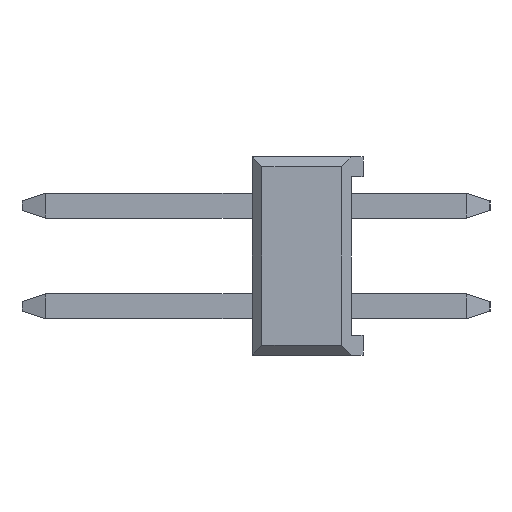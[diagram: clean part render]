
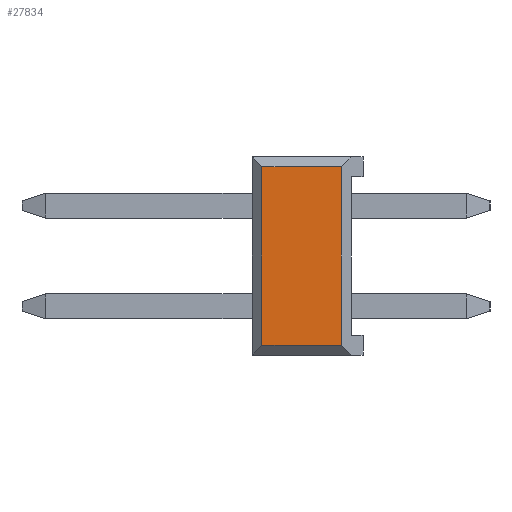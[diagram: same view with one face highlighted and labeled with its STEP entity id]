
A CAD part, left-side view. The second image highlights one B-rep face of the part: STEP entity #27834.
In plain terms, the highlighted planar face has unit normal (-1, 0, 0).
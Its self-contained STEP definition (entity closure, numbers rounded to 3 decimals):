
#1794 = VECTOR ( 'NONE', #11738, 1000. ) ;
#2686 = VERTEX_POINT ( 'NONE', #43526 ) ;
#3679 = DIRECTION ( 'NONE',  ( 0., 0., -1. ) ) ;
#4731 = VECTOR ( 'NONE', #6794, 1000. ) ;
#6794 = DIRECTION ( 'NONE',  ( 0., -1., 0. ) ) ;
#8382 = DIRECTION ( 'NONE',  ( 1., 0., 0. ) ) ;
#8593 = DIRECTION ( 'NONE',  ( 0., 1., 0. ) ) ;
#11351 = CARTESIAN_POINT ( 'NONE',  ( -40.64, 0.55, 2.25 ) ) ;
#11374 = LINE ( 'NONE', #26308, #27575 ) ;
#11738 = DIRECTION ( 'NONE',  ( 0., 0., -1. ) ) ;
#12023 = EDGE_CURVE ( 'NONE', #39038, #2686, #11374, .T. ) ;
#12145 = AXIS2_PLACEMENT_3D ( 'NONE', #12356, #8382, #3679 ) ;
#12356 = CARTESIAN_POINT ( 'NONE',  ( -40.64, 2.8, 2.5 ) ) ;
#15123 = CARTESIAN_POINT ( 'NONE',  ( -40.64, 2.8, -2.25 ) ) ;
#15406 = VECTOR ( 'NONE', #38297, 1000. ) ;
#21878 = LINE ( 'NONE', #15123, #4731 ) ;
#22197 = CARTESIAN_POINT ( 'NONE',  ( -40.64, 0.55, -2.25 ) ) ;
#26161 = ORIENTED_EDGE ( 'NONE', *, *, #26287, .T. ) ;
#26287 = EDGE_CURVE ( 'NONE', #2686, #33547, #34196, .T. ) ;
#26308 = CARTESIAN_POINT ( 'NONE',  ( -40.64, 2.8, 2.25 ) ) ;
#26897 = EDGE_CURVE ( 'NONE', #33547, #37909, #21878, .T. ) ;
#27575 = VECTOR ( 'NONE', #8593, 1000. ) ;
#27834 = ADVANCED_FACE ( 'NONE', ( #44613 ), #41641, .F. ) ;
#28168 = EDGE_CURVE ( 'NONE', #37909, #39038, #29666, .T. ) ;
#29666 = LINE ( 'NONE', #39247, #15406 ) ;
#33547 = VERTEX_POINT ( 'NONE', #47809 ) ;
#34196 = LINE ( 'NONE', #37583, #1794 ) ;
#36243 = ORIENTED_EDGE ( 'NONE', *, *, #26897, .T. ) ;
#36733 = ORIENTED_EDGE ( 'NONE', *, *, #12023, .T. ) ;
#36886 = EDGE_LOOP ( 'NONE', ( #36243, #44491, #36733, #26161 ) ) ;
#37583 = CARTESIAN_POINT ( 'NONE',  ( -40.64, 2.55, -2.5 ) ) ;
#37909 = VERTEX_POINT ( 'NONE', #22197 ) ;
#38297 = DIRECTION ( 'NONE',  ( 0., 0., 1. ) ) ;
#39038 = VERTEX_POINT ( 'NONE', #11351 ) ;
#39247 = CARTESIAN_POINT ( 'NONE',  ( -40.64, 0.55, -2.5 ) ) ;
#41641 = PLANE ( 'NONE',  #12145 ) ;
#43526 = CARTESIAN_POINT ( 'NONE',  ( -40.64, 2.55, 2.25 ) ) ;
#44491 = ORIENTED_EDGE ( 'NONE', *, *, #28168, .T. ) ;
#44613 = FACE_OUTER_BOUND ( 'NONE', #36886, .T. ) ;
#47809 = CARTESIAN_POINT ( 'NONE',  ( -40.64, 2.55, -2.25 ) ) ;
